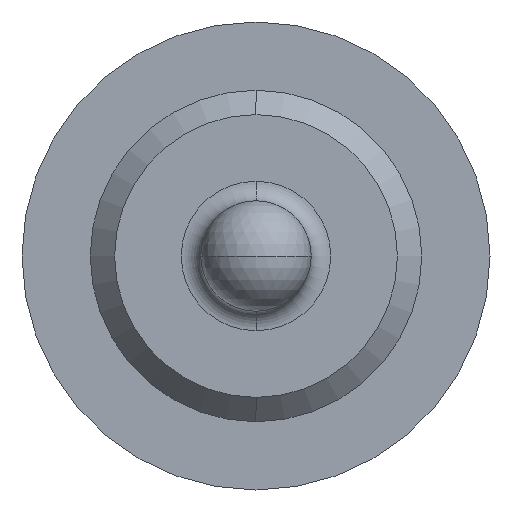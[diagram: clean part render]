
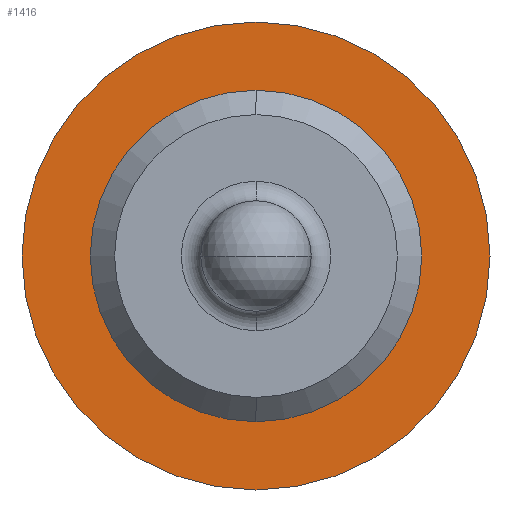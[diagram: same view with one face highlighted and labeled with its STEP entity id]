
A CAD part, left-side view. The second image highlights one B-rep face of the part: STEP entity #1416.
In plain terms, the highlighted planar face has unit normal (-1, 0, 0).
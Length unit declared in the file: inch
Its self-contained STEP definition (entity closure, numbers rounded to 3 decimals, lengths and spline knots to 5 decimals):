
#216 = DIRECTION ( 'NONE',  ( 0., 0., 1. ) ) ;
#253 = CARTESIAN_POINT ( 'NONE',  ( 0., 0., -0.036 ) ) ;
#361 = CIRCLE ( 'NONE', #999, 0.036 ) ;
#364 = CARTESIAN_POINT ( 'NONE',  ( 0., 0., 0. ) ) ;
#395 = DIRECTION ( 'NONE',  ( 0., 0., 1. ) ) ;
#444 = FACE_OUTER_BOUND ( 'NONE', #869, .T. ) ;
#596 = EDGE_CURVE ( 'NONE', #1793, #3650, #1893, .T. ) ;
#612 = VERTEX_POINT ( 'NONE', #1145 ) ;
#746 = EDGE_LOOP ( 'NONE', ( #3521, #1366 ) ) ;
#869 = EDGE_LOOP ( 'NONE', ( #3600, #1650 ) ) ;
#999 = AXIS2_PLACEMENT_3D ( 'NONE', #3631, #1338, #395 ) ;
#1011 = PLANE ( 'NONE',  #1769 ) ;
#1038 = VERTEX_POINT ( 'NONE', #253 ) ;
#1145 = CARTESIAN_POINT ( 'NONE',  ( 0., 0., 0.036 ) ) ;
#1237 = CARTESIAN_POINT ( 'NONE',  ( 0., 0., 0. ) ) ;
#1338 = DIRECTION ( 'NONE',  ( -1., 0., 0. ) ) ;
#1365 = DIRECTION ( 'NONE',  ( 0., 0., -1. ) ) ;
#1366 = ORIENTED_EDGE ( 'NONE', *, *, #4202, .F. ) ;
#1416 = ADVANCED_FACE ( 'NONE', ( #3968, #444 ), #1011, .F. ) ;
#1541 = DIRECTION ( 'NONE',  ( 0., 0., 1. ) ) ;
#1650 = ORIENTED_EDGE ( 'NONE', *, *, #3114, .T. ) ;
#1769 = AXIS2_PLACEMENT_3D ( 'NONE', #3094, #3448, #1365 ) ;
#1793 = VERTEX_POINT ( 'NONE', #3393 ) ;
#1833 = CARTESIAN_POINT ( 'NONE',  ( 0., 0., 0. ) ) ;
#1893 = CIRCLE ( 'NONE', #3182, 0.0255 ) ;
#2055 = AXIS2_PLACEMENT_3D ( 'NONE', #364, #2240, #2996 ) ;
#2240 = DIRECTION ( 'NONE',  ( -1., 0., 0. ) ) ;
#2539 = CARTESIAN_POINT ( 'NONE',  ( 0., 0., -0.0255 ) ) ;
#2964 = DIRECTION ( 'NONE',  ( -1., 0., 0. ) ) ;
#2996 = DIRECTION ( 'NONE',  ( 0., 0., 1. ) ) ;
#3094 = CARTESIAN_POINT ( 'NONE',  ( 0., 0., 0. ) ) ;
#3114 = EDGE_CURVE ( 'NONE', #1038, #612, #361, .T. ) ;
#3182 = AXIS2_PLACEMENT_3D ( 'NONE', #1833, #3920, #1541 ) ;
#3393 = CARTESIAN_POINT ( 'NONE',  ( 0., 0., 0.0255 ) ) ;
#3448 = DIRECTION ( 'NONE',  ( 1., 0., 0. ) ) ;
#3521 = ORIENTED_EDGE ( 'NONE', *, *, #596, .F. ) ;
#3600 = ORIENTED_EDGE ( 'NONE', *, *, #4267, .T. ) ;
#3631 = CARTESIAN_POINT ( 'NONE',  ( 0., 0., 0. ) ) ;
#3650 = VERTEX_POINT ( 'NONE', #2539 ) ;
#3715 = CIRCLE ( 'NONE', #2055, 0.0255 ) ;
#3911 = AXIS2_PLACEMENT_3D ( 'NONE', #1237, #2964, #216 ) ;
#3920 = DIRECTION ( 'NONE',  ( -1., 0., 0. ) ) ;
#3968 = FACE_BOUND ( 'NONE', #746, .T. ) ;
#4202 = EDGE_CURVE ( 'NONE', #3650, #1793, #3715, .T. ) ;
#4228 = CIRCLE ( 'NONE', #3911, 0.036 ) ;
#4267 = EDGE_CURVE ( 'NONE', #612, #1038, #4228, .T. ) ;
